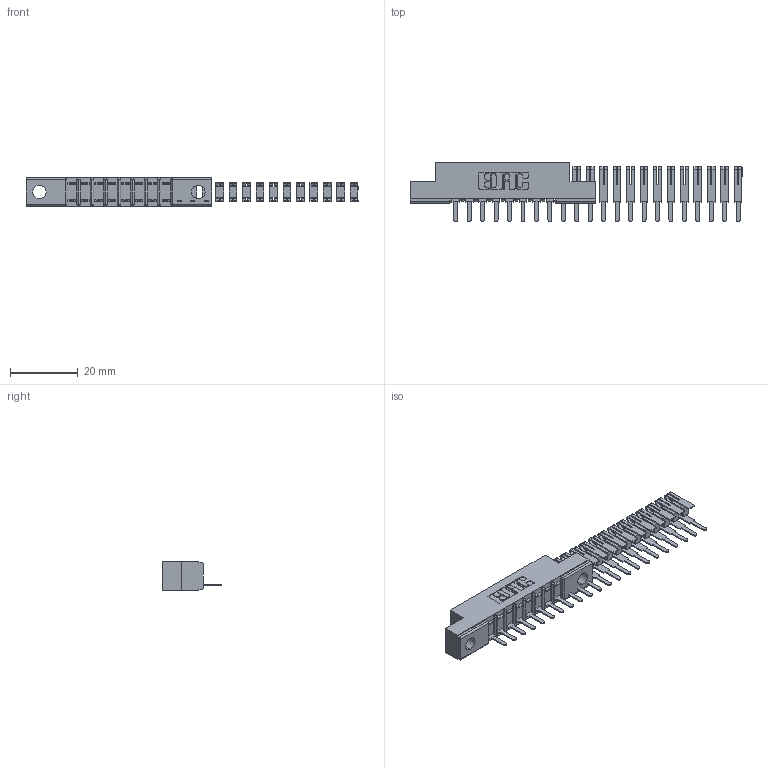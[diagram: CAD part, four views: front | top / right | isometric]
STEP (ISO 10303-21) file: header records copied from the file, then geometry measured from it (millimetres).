
FILE_DESCRIPTION (( 'STEP AP203' ), '1' );
FILE_NAME ('357-022-521-102.STEP', '2018-08-08T22:15:24', ( '' ), ( '' ), 'SwSTEP 2.0', 'SolidWorks 2016', '' );
FILE_SCHEMA (( 'CONFIG_CONTROL_DESIGN' ));
Length unit declared in the file: inch
Products named in the file (3): 307 Part_.128 Dia Mounting Holes; 307-290-002_521; 357-022-521-102
Assembly tree (23 placements, depth 2):
  357-022-521-102
    307 Part_.128 Dia Mounting Holes
    307-290-002_521  x22
Bounding box: 97.83 x 17.42 x 8.71 mm (x, y, z)
Volume: 3923.2 mm3; surface area: 8579.4 mm2
Topology: 23 solids, 23 shells, 1475 faces, 4531 edges, 2994 vertices
Faces by surface type: plane 892, cylinder 565, sphere 18
Entity records: 12218 total; most frequent: CARTESIAN_POINT 1994, ORIENTED_EDGE 1970, DIRECTION 1967, EDGE_CURVE 985, LINE 737, VECTOR 737, VERTEX_POINT 642, AXIS2_PLACEMENT_3D 615
